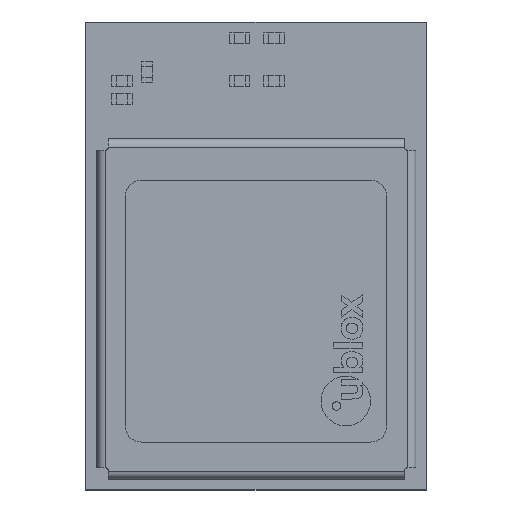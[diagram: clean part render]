
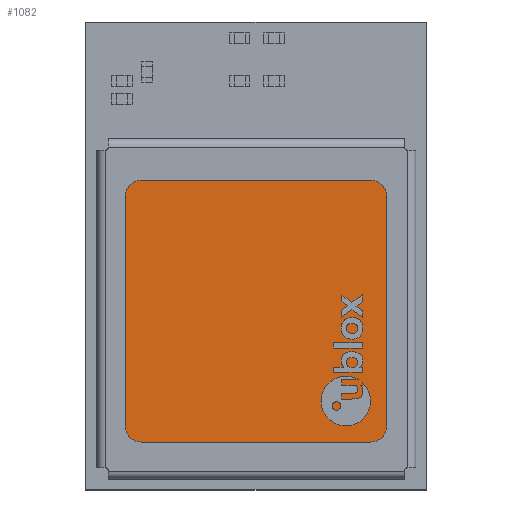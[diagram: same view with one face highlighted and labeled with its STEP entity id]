
A CAD part, top view. The second image highlights one B-rep face of the part: STEP entity #1082.
In plain terms, the highlighted planar face has unit normal (0, 0, 1).
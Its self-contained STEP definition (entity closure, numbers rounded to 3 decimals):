
#926 = EDGE_CURVE('',#927,#929,#931,.T.);
#927 = VERTEX_POINT('',#928);
#928 = CARTESIAN_POINT('',(4.,-3.5,0.1));
#929 = VERTEX_POINT('',#930);
#930 = CARTESIAN_POINT('',(4.,3.5,0.1));
#931 = LINE('',#932,#933);
#932 = CARTESIAN_POINT('',(4.,4.,0.1));
#933 = VECTOR('',#934,1.);
#934 = DIRECTION('',(0.,1.,0.));
#977 = VERTEX_POINT('',#978);
#978 = CARTESIAN_POINT('',(-3.5,4.,0.1));
#984 = EDGE_CURVE('',#985,#977,#987,.T.);
#985 = VERTEX_POINT('',#986);
#986 = CARTESIAN_POINT('',(3.5,4.,0.1));
#987 = LINE('',#988,#989);
#988 = CARTESIAN_POINT('',(-4.,4.,0.1));
#989 = VECTOR('',#990,1.);
#990 = DIRECTION('',(-1.,0.,0.));
#1017 = VERTEX_POINT('',#1018);
#1018 = CARTESIAN_POINT('',(-4.,-3.5,0.1));
#1024 = EDGE_CURVE('',#1025,#1017,#1027,.T.);
#1025 = VERTEX_POINT('',#1026);
#1026 = CARTESIAN_POINT('',(-4.,3.5,0.1));
#1027 = LINE('',#1028,#1029);
#1028 = CARTESIAN_POINT('',(-4.,4.,0.1));
#1029 = VECTOR('',#1030,1.);
#1030 = DIRECTION('',(0.,-1.,0.));
#1046 = EDGE_CURVE('',#1047,#1049,#1051,.T.);
#1047 = VERTEX_POINT('',#1048);
#1048 = CARTESIAN_POINT('',(-3.5,-4.,0.1));
#1049 = VERTEX_POINT('',#1050);
#1050 = CARTESIAN_POINT('',(3.5,-4.,0.1));
#1051 = LINE('',#1052,#1053);
#1052 = CARTESIAN_POINT('',(-4.,-4.,0.1));
#1053 = VECTOR('',#1054,1.);
#1054 = DIRECTION('',(1.,0.,0.));
#1082 = ADVANCED_FACE('',(#1083),#1117,.T.);
#1083 = FACE_BOUND('',#1084,.T.);
#1084 = EDGE_LOOP('',(#1085,#1086,#1093,#1094,#1101,#1102,#1109,#1110));
#1085 = ORIENTED_EDGE('',*,*,#1024,.T.);
#1086 = ORIENTED_EDGE('',*,*,#1087,.T.);
#1087 = EDGE_CURVE('',#1017,#1047,#1088,.T.);
#1088 = CIRCLE('',#1089,0.5);
#1089 = AXIS2_PLACEMENT_3D('',#1090,#1091,#1092);
#1090 = CARTESIAN_POINT('',(-3.5,-3.5,0.1));
#1091 = DIRECTION('',(0.,0.,1.));
#1092 = DIRECTION('',(1.,0.,0.));
#1093 = ORIENTED_EDGE('',*,*,#1046,.T.);
#1094 = ORIENTED_EDGE('',*,*,#1095,.T.);
#1095 = EDGE_CURVE('',#1049,#927,#1096,.T.);
#1096 = CIRCLE('',#1097,0.5);
#1097 = AXIS2_PLACEMENT_3D('',#1098,#1099,#1100);
#1098 = CARTESIAN_POINT('',(3.5,-3.5,0.1));
#1099 = DIRECTION('',(0.,0.,1.));
#1100 = DIRECTION('',(1.,0.,0.));
#1101 = ORIENTED_EDGE('',*,*,#926,.T.);
#1102 = ORIENTED_EDGE('',*,*,#1103,.T.);
#1103 = EDGE_CURVE('',#929,#985,#1104,.T.);
#1104 = CIRCLE('',#1105,0.5);
#1105 = AXIS2_PLACEMENT_3D('',#1106,#1107,#1108);
#1106 = CARTESIAN_POINT('',(3.5,3.5,0.1));
#1107 = DIRECTION('',(0.,0.,1.));
#1108 = DIRECTION('',(1.,0.,0.));
#1109 = ORIENTED_EDGE('',*,*,#984,.T.);
#1110 = ORIENTED_EDGE('',*,*,#1111,.T.);
#1111 = EDGE_CURVE('',#977,#1025,#1112,.T.);
#1112 = CIRCLE('',#1113,0.5);
#1113 = AXIS2_PLACEMENT_3D('',#1114,#1115,#1116);
#1114 = CARTESIAN_POINT('',(-3.5,3.5,0.1));
#1115 = DIRECTION('',(0.,0.,1.));
#1116 = DIRECTION('',(1.,0.,0.));
#1117 = PLANE('',#1118);
#1118 = AXIS2_PLACEMENT_3D('',#1119,#1120,#1121);
#1119 = CARTESIAN_POINT('',(0.,0.,0.1));
#1120 = DIRECTION('',(0.,0.,1.));
#1121 = DIRECTION('',(1.,0.,0.));
